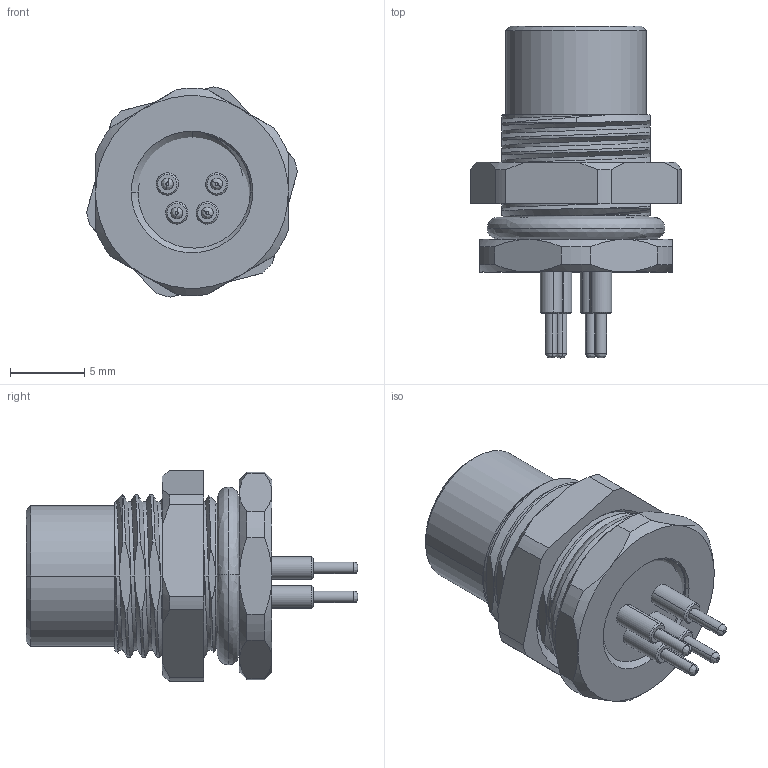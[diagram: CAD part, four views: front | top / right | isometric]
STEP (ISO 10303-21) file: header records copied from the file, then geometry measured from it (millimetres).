
FILE_DESCRIPTION (( 'STEP AP214' ), '1' );
FILE_NAME ('54-00278.STEP', '2023-07-31T13:14:20', ( '' ), ( '' ), 'SwSTEP 2.0', 'SolidWorks 2021', '' );
FILE_SCHEMA (( 'AUTOMOTIVE_DESIGN' ));
Length unit declared in the file: millimetre
Products named in the file (8): 54-00278_54-00278; 54-00278-06___; 54-00278-02___; 54-00278-01___; 54-00278; 54-00278-04___; 54-00278-03___; 54-00278-05___
Assembly tree (10 placements, depth 3):
  54-00278
    54-00278_54-00278
      54-00278-01___
      54-00278-02___
      54-00278-03___  x4
      54-00278-04___
      54-00278-05___
      54-00278-06___
Bounding box: 14.23 x 22.4 x 14.2 mm (x, y, z)
Volume: 1526.8 mm3; surface area: 3179.9 mm2
Topology: 9 solids, 9 shells, 388 faces, 939 edges, 580 vertices
Faces by surface type: cylinder 170, plane 94, bspline 70, cone 54
Entity records: 23718 total; most frequent: CARTESIAN_POINT 14141, ORIENTED_EDGE 1430, DIRECTION 1061, EDGE_CURVE 715, VERTEX_POINT 445, AXIS2_PLACEMENT_3D 425, EDGE_LOOP 318, UNCERTAINTY_MEASURE_WITH_UNIT 312
